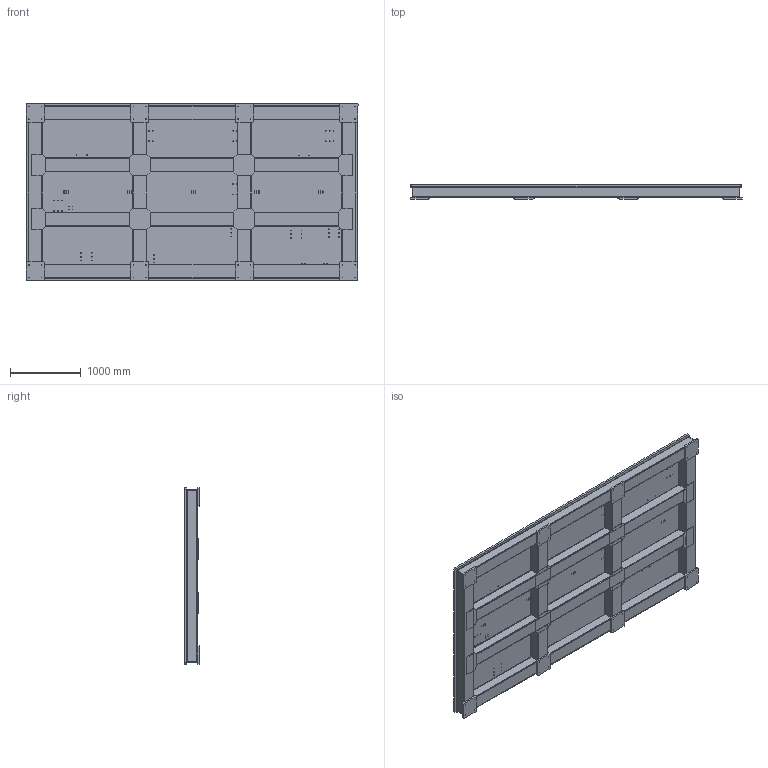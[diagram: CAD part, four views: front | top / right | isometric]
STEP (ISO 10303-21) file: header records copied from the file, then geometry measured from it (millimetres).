
FILE_DESCRIPTION(('CATIA V5 STEP Exchange'),'2;1');
FILE_NAME('C00363442-HZ-519-227130-1-UN100-0-001-01-OFF.stp','2022-04-08T07:50:13+00:00',('none'),('none'),'CATIA Version 5-6 Release 2016','CATIA V5 STEP AP203','none');
FILE_SCHEMA(('CONFIG_CONTROL_DESIGN'));
Length unit declared in the file: millimetre
Products named in the file (1): C00363442-HZ-519-227130-1-UN100-0-001-01-OFF
Assembly tree (29 placements, depth 2):
  C00363442-HZ-519-227130-1-UN100-0-001-01-OFF
    #57
    #46638  x2
    #47368  x2
    #48098  x4
    #48673  x2
    #49300  x2
    #49888  x4
    #50234  x4
    #50514  x8
Bounding box: 4700 x 205 x 2500 mm (x, y, z)
Volume: 453775345.3 mm3; surface area: 60217095.4 mm2
Topology: 29 solids, 29 shells, 2369 faces, 5805 edges, 3461 vertices
Faces by surface type: plane 1779, cylinder 590
Entity records: 51123 total; most frequent: ORIENTED_EDGE 10014, CARTESIAN_POINT 9342, DIRECTION 5792, EDGE_CURVE 5007, VECTOR 3846, LINE 3846, VERTEX_POINT 2929, EDGE_LOOP 2478
